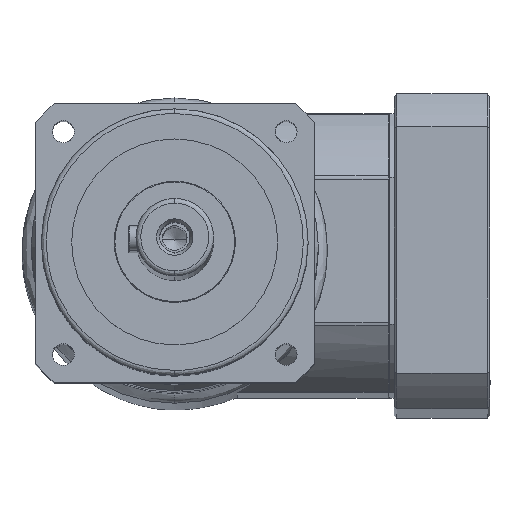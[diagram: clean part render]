
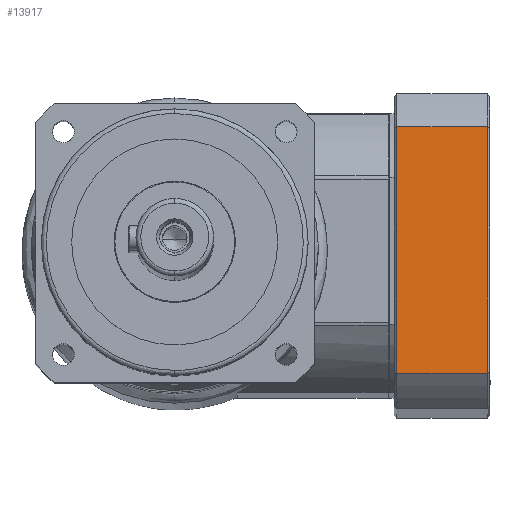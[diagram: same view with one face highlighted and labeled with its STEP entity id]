
A CAD part, left-side view. The second image highlights one B-rep face of the part: STEP entity #13917.
In plain terms, the highlighted face is planar.
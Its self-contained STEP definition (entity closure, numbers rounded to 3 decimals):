
#272 = LINE ( 'NONE', #4773, #11594 ) ;
#843 = DIRECTION ( 'NONE',  ( 0., -1., 0. ) ) ;
#882 = CARTESIAN_POINT ( 'NONE',  ( 50.806, 65., 8.5 ) ) ;
#993 = LINE ( 'NONE', #15915, #17290 ) ;
#1275 = EDGE_CURVE ( 'NONE', #21829, #14305, #993, .T. ) ;
#1451 = EDGE_CURVE ( 'NONE', #18263, #14289, #8719, .T. ) ;
#1487 = EDGE_CURVE ( 'NONE', #14305, #18263, #272, .T. ) ;
#1584 = EDGE_LOOP ( 'NONE', ( #7984, #20245, #26152, #15044 ) ) ;
#4507 = VECTOR ( 'NONE', #10620, 1000. ) ;
#4773 = CARTESIAN_POINT ( 'NONE',  ( 25.403, 65., 46. ) ) ;
#6559 = CARTESIAN_POINT ( 'NONE',  ( 50.806, 65., 8.5 ) ) ;
#7984 = ORIENTED_EDGE ( 'NONE', *, *, #1451, .F. ) ;
#8719 = LINE ( 'NONE', #16332, #24748 ) ;
#10085 = EDGE_CURVE ( 'NONE', #14289, #21829, #20667, .T. ) ;
#10620 = DIRECTION ( 'NONE',  ( 1., 0., 0. ) ) ;
#11594 = VECTOR ( 'NONE', #20425, 1000. ) ;
#12171 = FACE_OUTER_BOUND ( 'NONE', #1584, .T. ) ;
#12939 = CARTESIAN_POINT ( 'NONE',  ( 50.806, 65., 46. ) ) ;
#13496 = CARTESIAN_POINT ( 'NONE',  ( 50.806, 65., 47. ) ) ;
#13917 = ADVANCED_FACE ( 'NONE', ( #12171 ), #25729, .F. ) ;
#14289 = VERTEX_POINT ( 'NONE', #25541 ) ;
#14305 = VERTEX_POINT ( 'NONE', #12939 ) ;
#15044 = ORIENTED_EDGE ( 'NONE', *, *, #10085, .F. ) ;
#15659 = DIRECTION ( 'NONE',  ( 1., 0., 0. ) ) ;
#15915 = CARTESIAN_POINT ( 'NONE',  ( 50.806, 65., 47. ) ) ;
#16145 = DIRECTION ( 'NONE',  ( 0., 0., -1. ) ) ;
#16332 = CARTESIAN_POINT ( 'NONE',  ( -50.806, 65., 0. ) ) ;
#17290 = VECTOR ( 'NONE', #18116, 1000. ) ;
#17864 = CARTESIAN_POINT ( 'NONE',  ( -50.806, 65., 46. ) ) ;
#18116 = DIRECTION ( 'NONE',  ( 0., 0., 1. ) ) ;
#18263 = VERTEX_POINT ( 'NONE', #17864 ) ;
#20245 = ORIENTED_EDGE ( 'NONE', *, *, #1487, .F. ) ;
#20425 = DIRECTION ( 'NONE',  ( -1., 0., 0. ) ) ;
#20667 = LINE ( 'NONE', #6559, #4507 ) ;
#21386 = AXIS2_PLACEMENT_3D ( 'NONE', #13496, #843, #15659 ) ;
#21829 = VERTEX_POINT ( 'NONE', #882 ) ;
#24748 = VECTOR ( 'NONE', #16145, 1000. ) ;
#25541 = CARTESIAN_POINT ( 'NONE',  ( -50.806, 65., 8.5 ) ) ;
#25729 = PLANE ( 'NONE',  #21386 ) ;
#26152 = ORIENTED_EDGE ( 'NONE', *, *, #1275, .F. ) ;
